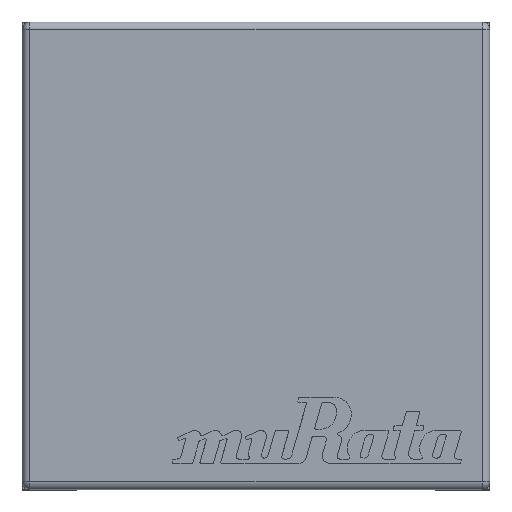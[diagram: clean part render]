
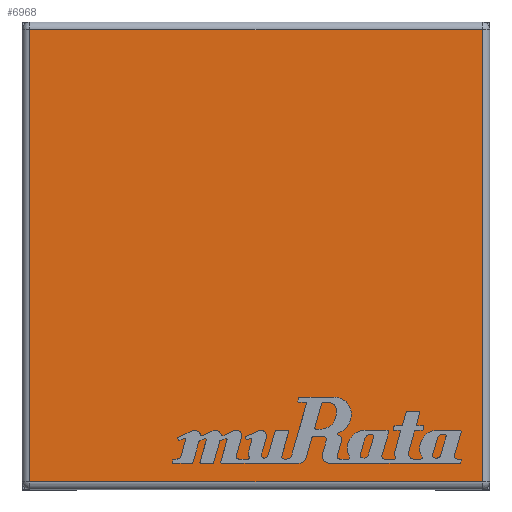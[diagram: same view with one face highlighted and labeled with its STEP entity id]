
A CAD part, top view. The second image highlights one B-rep face of the part: STEP entity #6968.
In plain terms, the highlighted planar face has unit normal (0, 0, 1).
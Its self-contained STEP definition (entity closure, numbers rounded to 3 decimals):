
#596=LINE('',#10325,#1174);
#600=LINE('',#10338,#1178);
#602=LINE('',#10341,#1180);
#606=LINE('',#10348,#1184);
#1174=VECTOR('',#8305,10.);
#1178=VECTOR('',#8321,10.);
#1180=VECTOR('',#8325,10.);
#1184=VECTOR('',#8335,10.);
#1727=PLANE('',#7562);
#1893=FACE_OUTER_BOUND('',#2311,.T.);
#2311=EDGE_LOOP('',(#4888,#4889,#4890,#4891));
#3007=VERTEX_POINT('',#10284);
#3012=VERTEX_POINT('',#10300);
#3017=VERTEX_POINT('',#10316);
#3020=VERTEX_POINT('',#10329);
#3728=EDGE_CURVE('',#3007,#3017,#596,.T.);
#3735=EDGE_CURVE('',#3017,#3020,#600,.T.);
#3737=EDGE_CURVE('',#3020,#3012,#602,.T.);
#3741=EDGE_CURVE('',#3012,#3007,#606,.T.);
#4888=ORIENTED_EDGE('',*,*,#3728,.F.);
#4889=ORIENTED_EDGE('',*,*,#3741,.F.);
#4890=ORIENTED_EDGE('',*,*,#3737,.F.);
#4891=ORIENTED_EDGE('',*,*,#3735,.F.);
#6968=ADVANCED_FACE('',(#1893),#1727,.T.);
#7562=AXIS2_PLACEMENT_3D('',#10356,#8347,#8348);
#8305=DIRECTION('',(1.,0.,0.));
#8321=DIRECTION('',(0.,-1.,0.));
#8325=DIRECTION('',(-1.,0.,0.));
#8335=DIRECTION('',(0.,1.,0.));
#8347=DIRECTION('center_axis',(0.,0.,1.));
#8348=DIRECTION('ref_axis',(1.,0.,0.));
#10284=CARTESIAN_POINT('',(-1.45,1.45,1.5));
#10300=CARTESIAN_POINT('',(-1.45,-1.45,1.5));
#10316=CARTESIAN_POINT('',(1.45,1.45,1.5));
#10325=CARTESIAN_POINT('',(0.75,1.45,1.5));
#10329=CARTESIAN_POINT('',(1.45,-1.45,1.5));
#10338=CARTESIAN_POINT('',(1.45,-0.75,1.5));
#10341=CARTESIAN_POINT('',(-0.75,-1.45,1.5));
#10348=CARTESIAN_POINT('',(-1.45,0.75,1.5));
#10356=CARTESIAN_POINT('Origin',(0.,0.,1.5));
